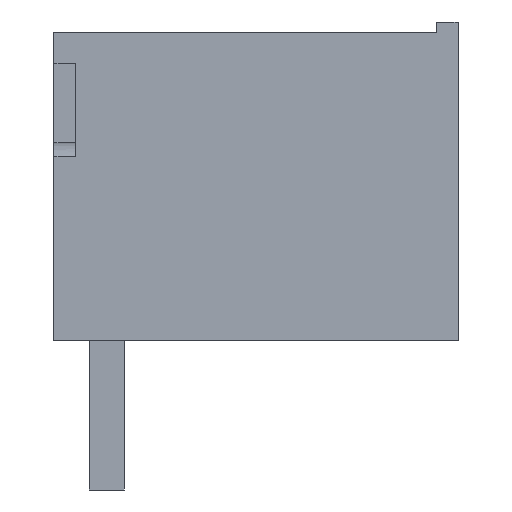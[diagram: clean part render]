
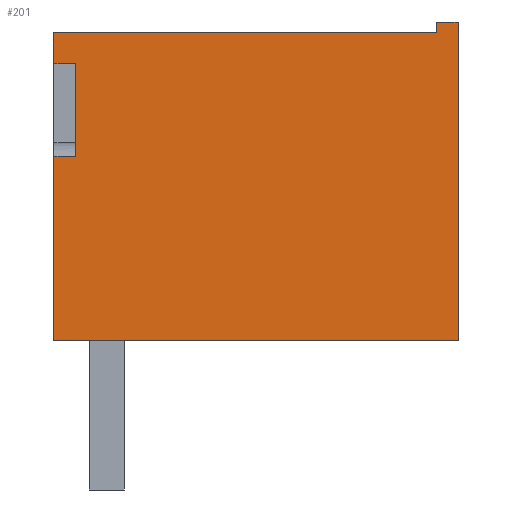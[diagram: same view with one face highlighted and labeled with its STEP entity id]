
A CAD part, left-side view. The second image highlights one B-rep face of the part: STEP entity #201.
In plain terms, the highlighted planar face has unit normal (-1, 0, 0).
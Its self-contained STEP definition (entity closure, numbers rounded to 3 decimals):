
#201=ADVANCED_FACE('',(#614),#6635,.T.);
#614=FACE_OUTER_BOUND('',#1027,.T.);
#1027=EDGE_LOOP('',(#1485,#1486,#1487,#1488,#1489,#1490,#1491,#1492,#1493,
#1494));
#1485=ORIENTED_EDGE('',*,*,#3670,.F.);
#1486=ORIENTED_EDGE('',*,*,#3669,.F.);
#1487=ORIENTED_EDGE('',*,*,#3668,.F.);
#1488=ORIENTED_EDGE('',*,*,#3667,.F.);
#1489=ORIENTED_EDGE('',*,*,#3666,.F.);
#1490=ORIENTED_EDGE('',*,*,#3665,.F.);
#1491=ORIENTED_EDGE('',*,*,#3664,.F.);
#1492=ORIENTED_EDGE('',*,*,#3663,.F.);
#1493=ORIENTED_EDGE('',*,*,#3662,.F.);
#1494=ORIENTED_EDGE('',*,*,#3661,.F.);
#3661=EDGE_CURVE('',#5837,#5838,#4871,.T.);
#3662=EDGE_CURVE('',#5838,#5839,#4872,.T.);
#3663=EDGE_CURVE('',#5839,#5840,#4873,.T.);
#3664=EDGE_CURVE('',#5840,#5841,#4874,.T.);
#3665=EDGE_CURVE('',#5841,#5842,#4875,.T.);
#3666=EDGE_CURVE('',#5842,#5843,#4876,.T.);
#3667=EDGE_CURVE('',#5843,#5844,#4877,.T.);
#3668=EDGE_CURVE('',#5844,#5845,#4878,.T.);
#3669=EDGE_CURVE('',#5845,#5846,#4879,.T.);
#3670=EDGE_CURVE('',#5846,#5837,#4880,.T.);
#4871=B_SPLINE_CURVE_WITH_KNOTS('',1,(#9175,#9176),.UNSPECIFIED.,.F.,.F.,
(2,2),(0.,2.1),.UNSPECIFIED.);
#4872=B_SPLINE_CURVE_WITH_KNOTS('',1,(#9177,#9178),.UNSPECIFIED.,.F.,.F.,
(2,2),(0.,0.5),.UNSPECIFIED.);
#4873=B_SPLINE_CURVE_WITH_KNOTS('',1,(#9179,#9180),.UNSPECIFIED.,.F.,.F.,
(2,2),(0.,0.7),.UNSPECIFIED.);
#4874=B_SPLINE_CURVE_WITH_KNOTS('',1,(#9181,#9182),.UNSPECIFIED.,.F.,.F.,
(2,2),(0.,8.7),.UNSPECIFIED.);
#4875=B_SPLINE_CURVE_WITH_KNOTS('',1,(#9183,#9184),.UNSPECIFIED.,.F.,.F.,
(2,2),(0.,0.25),.UNSPECIFIED.);
#4876=B_SPLINE_CURVE_WITH_KNOTS('',1,(#9185,#9186),.UNSPECIFIED.,.F.,.F.,
(2,2),(0.,0.5),.UNSPECIFIED.);
#4877=B_SPLINE_CURVE_WITH_KNOTS('',1,(#9187,#9188),.UNSPECIFIED.,.F.,.F.,
(2,2),(0.,7.25),.UNSPECIFIED.);
#4878=B_SPLINE_CURVE_WITH_KNOTS('',1,(#9189,#9190),.UNSPECIFIED.,.F.,.F.,
(2,2),(0.,9.2),.UNSPECIFIED.);
#4879=B_SPLINE_CURVE_WITH_KNOTS('',1,(#9191,#9192),.UNSPECIFIED.,.F.,.F.,
(2,2),(0.,4.2),.UNSPECIFIED.);
#4880=B_SPLINE_CURVE_WITH_KNOTS('',1,(#9193,#9194),.UNSPECIFIED.,.F.,.F.,
(2,2),(0.,0.5),.UNSPECIFIED.);
#5837=VERTEX_POINT('',#8537);
#5838=VERTEX_POINT('',#8538);
#5839=VERTEX_POINT('',#8539);
#5840=VERTEX_POINT('',#8540);
#5841=VERTEX_POINT('',#8541);
#5842=VERTEX_POINT('',#8542);
#5843=VERTEX_POINT('',#8543);
#5844=VERTEX_POINT('',#8544);
#5845=VERTEX_POINT('',#8545);
#5846=VERTEX_POINT('',#8546);
#6635=PLANE('',#7004);
#7004=AXIS2_PLACEMENT_3D('',#7788,#7396,$);
#7396=DIRECTION('',(-1.,0.,0.));
#7788=CARTESIAN_POINT('',(-15.65,-8.561,-0.766));
#8537=CARTESIAN_POINT('',(-15.65,1.1,4.2));
#8538=CARTESIAN_POINT('',(-15.65,1.1,6.3));
#8539=CARTESIAN_POINT('',(-15.65,1.6,6.3));
#8540=CARTESIAN_POINT('',(-15.65,1.6,7.));
#8541=CARTESIAN_POINT('',(-15.65,-7.1,7.));
#8542=CARTESIAN_POINT('',(-15.65,-7.1,7.25));
#8543=CARTESIAN_POINT('',(-15.65,-7.6,7.25));
#8544=CARTESIAN_POINT('',(-15.65,-7.6,0.));
#8545=CARTESIAN_POINT('',(-15.65,1.6,0.));
#8546=CARTESIAN_POINT('',(-15.65,1.6,4.2));
#9175=CARTESIAN_POINT('',(-15.65,1.1,4.2));
#9176=CARTESIAN_POINT('',(-15.65,1.1,6.3));
#9177=CARTESIAN_POINT('',(-15.65,1.1,6.3));
#9178=CARTESIAN_POINT('',(-15.65,1.6,6.3));
#9179=CARTESIAN_POINT('',(-15.65,1.6,6.3));
#9180=CARTESIAN_POINT('',(-15.65,1.6,7.));
#9181=CARTESIAN_POINT('',(-15.65,1.6,7.));
#9182=CARTESIAN_POINT('',(-15.65,-7.1,7.));
#9183=CARTESIAN_POINT('',(-15.65,-7.1,7.));
#9184=CARTESIAN_POINT('',(-15.65,-7.1,7.25));
#9185=CARTESIAN_POINT('',(-15.65,-7.1,7.25));
#9186=CARTESIAN_POINT('',(-15.65,-7.6,7.25));
#9187=CARTESIAN_POINT('',(-15.65,-7.6,7.25));
#9188=CARTESIAN_POINT('',(-15.65,-7.6,0.));
#9189=CARTESIAN_POINT('',(-15.65,-7.6,0.));
#9190=CARTESIAN_POINT('',(-15.65,1.6,0.));
#9191=CARTESIAN_POINT('',(-15.65,1.6,0.));
#9192=CARTESIAN_POINT('',(-15.65,1.6,4.2));
#9193=CARTESIAN_POINT('',(-15.65,1.6,4.2));
#9194=CARTESIAN_POINT('',(-15.65,1.1,4.2));
